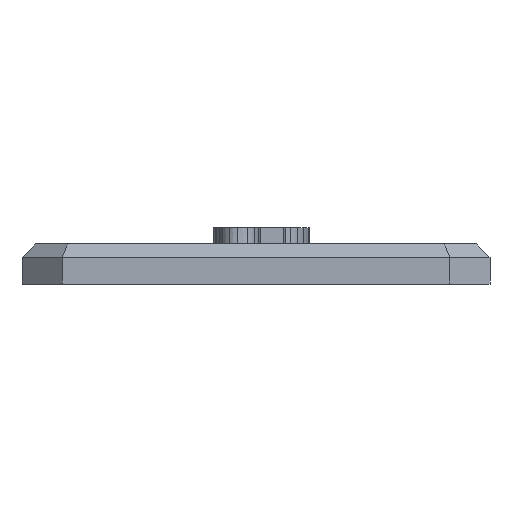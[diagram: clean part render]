
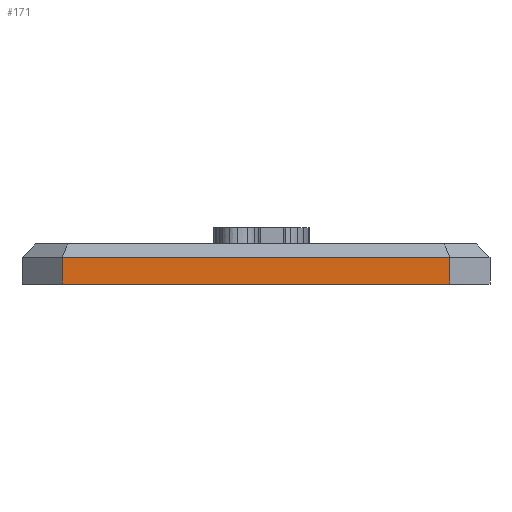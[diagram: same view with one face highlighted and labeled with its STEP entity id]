
A CAD part, left-side view. The second image highlights one B-rep face of the part: STEP entity #171.
In plain terms, the highlighted planar face has unit normal (-1, 0, 0).
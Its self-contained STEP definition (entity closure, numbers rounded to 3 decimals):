
#171=ADVANCED_FACE('',(#959),#961,.T.);
#959=FACE_BOUND('',#960,.T.);
#960=EDGE_LOOP('',(#2024,#2025,#2026,#2027));
#961=PLANE('',#962);
#962=AXIS2_PLACEMENT_3D('',#963,#964,#965);
#963=CARTESIAN_POINT('',(-27.5,17.5,0.));
#964=DIRECTION('',(-1.,0.,0.));
#965=DIRECTION('',(0.,-1.,0.));
#2024=ORIENTED_EDGE('',*,*,#2584,.F.);
#2025=ORIENTED_EDGE('',*,*,#2585,.F.);
#2026=ORIENTED_EDGE('',*,*,#2586,.T.);
#2027=ORIENTED_EDGE('',*,*,#2587,.T.);
#2584=EDGE_CURVE('',#3232,#3233,#3234,.T.);
#2585=EDGE_CURVE('',#3235,#3232,#3236,.T.);
#2586=EDGE_CURVE('',#3235,#3237,#3238,.T.);
#2587=EDGE_CURVE('',#3237,#3233,#3239,.T.);
#3232=VERTEX_POINT('',#4632);
#3233=VERTEX_POINT('',#4633);
#3234=LINE('',#4634,#4635);
#3235=VERTEX_POINT('',#4637);
#3236=LINE('',#4638,#4639);
#3237=VERTEX_POINT('',#4641);
#3238=LINE('',#4642,#4643);
#3239=LINE('',#4645,#4646);
#4632=CARTESIAN_POINT('',(-27.5,14.5,2.));
#4633=CARTESIAN_POINT('',(-27.5,-14.5,2.));
#4634=CARTESIAN_POINT('',(-27.5,14.5,2.));
#4635=VECTOR('',#4636,1.);
#4636=DIRECTION('',(0.,-1.,0.));
#4637=CARTESIAN_POINT('',(-27.5,14.5,0.));
#4638=CARTESIAN_POINT('',(-27.5,14.5,0.));
#4639=VECTOR('',#4640,1.);
#4640=DIRECTION('',(0.,0.,1.));
#4641=CARTESIAN_POINT('',(-27.5,-14.5,0.));
#4642=CARTESIAN_POINT('',(-27.5,14.5,0.));
#4643=VECTOR('',#4644,1.);
#4644=DIRECTION('',(0.,-1.,0.));
#4645=CARTESIAN_POINT('',(-27.5,-14.5,0.));
#4646=VECTOR('',#4647,1.);
#4647=DIRECTION('',(0.,0.,1.));
